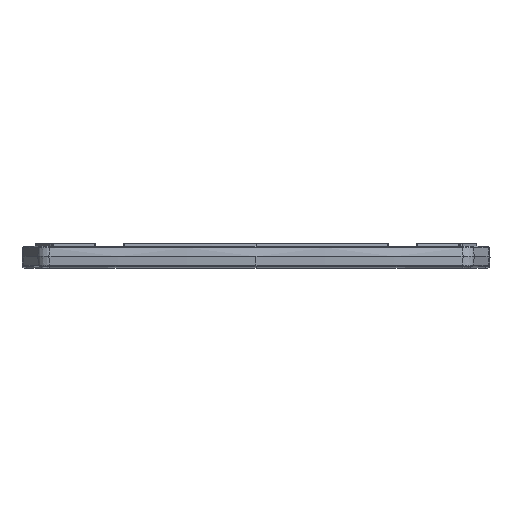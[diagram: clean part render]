
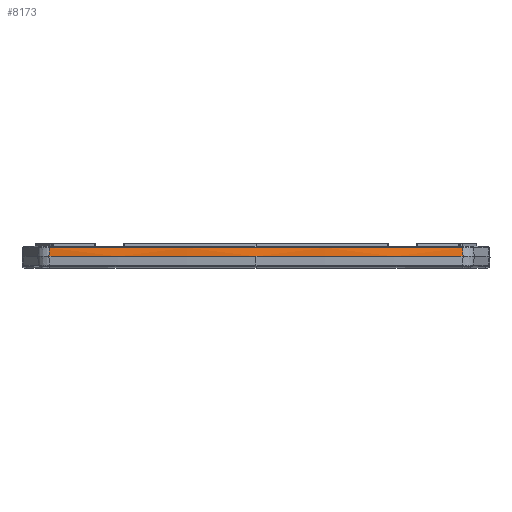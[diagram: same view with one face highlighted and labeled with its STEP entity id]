
A CAD part, top view. The second image highlights one B-rep face of the part: STEP entity #8173.
In plain terms, the highlighted conical face has half-angle 5.651 degrees and reference radius 380.035 mm.
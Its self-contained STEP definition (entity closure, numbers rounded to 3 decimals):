
#228 = ORIENTED_EDGE ( 'NONE', *, *, #998, .F. ) ;
#259 = EDGE_CURVE ( 'NONE', #13386, #7444, #3517, .T. ) ;
#307 = CARTESIAN_POINT ( 'NONE',  ( 0., 0., -283.21 ) ) ;
#657 = DIRECTION ( 'NONE',  ( 0., -1., 0. ) ) ;
#810 = AXIS2_PLACEMENT_3D ( 'NONE', #11093, #4293, #12242 ) ;
#833 = DIRECTION ( 'NONE',  ( 0., 0., -1. ) ) ;
#998 = EDGE_CURVE ( 'NONE', #7680, #14076, #1866, .T. ) ;
#1426 = DIRECTION ( 'NONE',  ( 0., -1., 0. ) ) ;
#1768 = CARTESIAN_POINT ( 'NONE',  ( 43.134, 0., 94.369 ) ) ;
#1866 = CIRCLE ( 'NONE', #6542, 380.035 ) ;
#2858 = ORIENTED_EDGE ( 'NONE', *, *, #7514, .T. ) ;
#3082 = CARTESIAN_POINT ( 'NONE',  ( 0., 0., -283.21 ) ) ;
#3285 = CARTESIAN_POINT ( 'NONE',  ( -43.124, 0.908, 94.28 ) ) ;
#3517 = CIRCLE ( 'NONE', #810, 379.855 ) ;
#4293 = DIRECTION ( 'NONE',  ( 0., -1., 0. ) ) ;
#4561 = AXIS2_PLACEMENT_3D ( 'NONE', #307, #1426, #11656 ) ;
#4593 = ORIENTED_EDGE ( 'NONE', *, *, #259, .T. ) ;
#5223 = FACE_OUTER_BOUND ( 'NONE', #7163, .T. ) ;
#6542 = AXIS2_PLACEMENT_3D ( 'NONE', #8674, #13237, #833 ) ;
#7163 = EDGE_LOOP ( 'NONE', ( #228, #2858, #4593, #14052, #12493 ) ) ;
#7250 = LINE ( 'NONE', #3285, #9733 ) ;
#7444 = VERTEX_POINT ( 'NONE', #11521 ) ;
#7514 = EDGE_CURVE ( 'NONE', #7680, #13386, #9151, .T. ) ;
#7676 = EDGE_CURVE ( 'NONE', #14076, #9743, #12159, .T. ) ;
#7680 = VERTEX_POINT ( 'NONE', #1768 ) ;
#7954 = CARTESIAN_POINT ( 'NONE',  ( -43.134, 0., 94.369 ) ) ;
#8173 = ADVANCED_FACE ( 'NONE', ( #5223 ), #14468, .T. ) ;
#8661 = AXIS2_PLACEMENT_3D ( 'NONE', #3082, #657, #9787 ) ;
#8674 = CARTESIAN_POINT ( 'NONE',  ( 0., 0., -283.21 ) ) ;
#9151 = LINE ( 'NONE', #13020, #11619 ) ;
#9367 = CARTESIAN_POINT ( 'NONE',  ( 43.114, 1.816, 94.19 ) ) ;
#9733 = VECTOR ( 'NONE', #10273, 1000. ) ;
#9743 = VERTEX_POINT ( 'NONE', #7954 ) ;
#9787 = DIRECTION ( 'NONE',  ( 0., 0., -1. ) ) ;
#10273 = DIRECTION ( 'NONE',  ( 0.011, 0.995, -0.098 ) ) ;
#11093 = CARTESIAN_POINT ( 'NONE',  ( 0., 1.816, -283.21 ) ) ;
#11521 = CARTESIAN_POINT ( 'NONE',  ( -43.114, 1.816, 94.19 ) ) ;
#11619 = VECTOR ( 'NONE', #11776, 1000. ) ;
#11656 = DIRECTION ( 'NONE',  ( 0., 0., -1. ) ) ;
#11776 = DIRECTION ( 'NONE',  ( -0.011, 0.995, -0.098 ) ) ;
#12159 = CIRCLE ( 'NONE', #8661, 380.035 ) ;
#12242 = DIRECTION ( 'NONE',  ( 0., 0., -1. ) ) ;
#12493 = ORIENTED_EDGE ( 'NONE', *, *, #7676, .F. ) ;
#12766 = EDGE_CURVE ( 'NONE', #9743, #7444, #7250, .T. ) ;
#13020 = CARTESIAN_POINT ( 'NONE',  ( 43.124, 0.908, 94.28 ) ) ;
#13237 = DIRECTION ( 'NONE',  ( 0., -1., 0. ) ) ;
#13386 = VERTEX_POINT ( 'NONE', #9367 ) ;
#14052 = ORIENTED_EDGE ( 'NONE', *, *, #12766, .F. ) ;
#14076 = VERTEX_POINT ( 'NONE', #14592 ) ;
#14468 = CONICAL_SURFACE ( 'NONE', #4561, 380.035, 0.099 ) ;
#14592 = CARTESIAN_POINT ( 'NONE',  ( 0., 0., 96.825 ) ) ;
